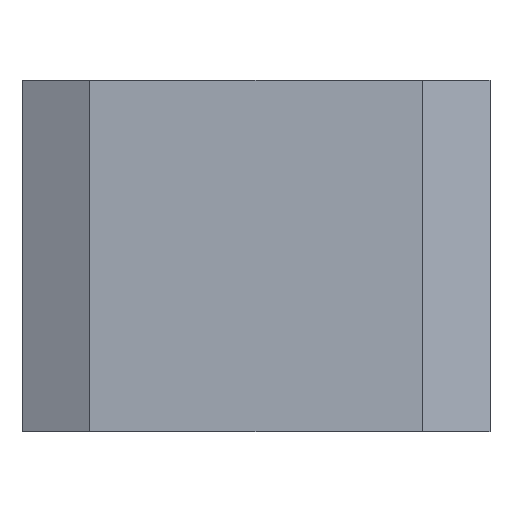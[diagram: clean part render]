
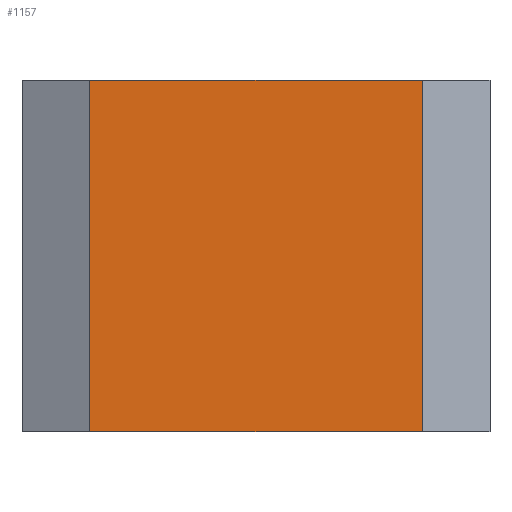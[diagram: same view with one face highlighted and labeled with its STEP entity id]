
A CAD part, top view. The second image highlights one B-rep face of the part: STEP entity #1157.
In plain terms, the highlighted face is planar.
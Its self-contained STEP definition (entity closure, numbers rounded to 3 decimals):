
#79=PLANE('',#1274);
#140=FACE_OUTER_BOUND('',#207,.T.);
#207=EDGE_LOOP('',(#1055,#1056,#1057,#1058));
#313=LINE('',#1867,#444);
#331=LINE('',#1903,#462);
#341=LINE('',#1922,#472);
#342=LINE('',#1924,#473);
#444=VECTOR('',#1540,10.);
#462=VECTOR('',#1568,10.);
#472=VECTOR('',#1586,10.);
#473=VECTOR('',#1589,10.);
#588=VERTEX_POINT('',#1865);
#589=VERTEX_POINT('',#1866);
#602=VERTEX_POINT('',#1902);
#607=VERTEX_POINT('',#1920);
#737=EDGE_CURVE('',#588,#589,#313,.T.);
#755=EDGE_CURVE('',#589,#602,#331,.T.);
#765=EDGE_CURVE('',#588,#607,#341,.T.);
#766=EDGE_CURVE('',#602,#607,#342,.T.);
#1055=ORIENTED_EDGE('',*,*,#765,.T.);
#1056=ORIENTED_EDGE('',*,*,#766,.F.);
#1057=ORIENTED_EDGE('',*,*,#755,.F.);
#1058=ORIENTED_EDGE('',*,*,#737,.F.);
#1157=ADVANCED_FACE('',(#140),#79,.T.);
#1274=AXIS2_PLACEMENT_3D('',#1923,#1587,#1588);
#1540=DIRECTION('',(-1.,0.,0.));
#1568=DIRECTION('',(0.,0.,-1.));
#1586=DIRECTION('',(0.,0.,-1.));
#1587=DIRECTION('center_axis',(0.,1.,0.));
#1588=DIRECTION('ref_axis',(1.,0.,0.));
#1589=DIRECTION('',(1.,0.,0.));
#1865=CARTESIAN_POINT('',(28.7,39.9,27.35));
#1866=CARTESIAN_POINT('',(-0.6,39.9,27.35));
#1867=CARTESIAN_POINT('',(3.527,39.9,27.35));
#1902=CARTESIAN_POINT('',(-0.6,39.9,-3.65));
#1903=CARTESIAN_POINT('',(-0.6,39.9,-1.65));
#1920=CARTESIAN_POINT('',(28.7,39.9,-3.65));
#1922=CARTESIAN_POINT('',(28.7,39.9,-1.65));
#1923=CARTESIAN_POINT('Origin',(-0.6,39.9,-1.65));
#1924=CARTESIAN_POINT('',(3.527,39.9,-3.65));
